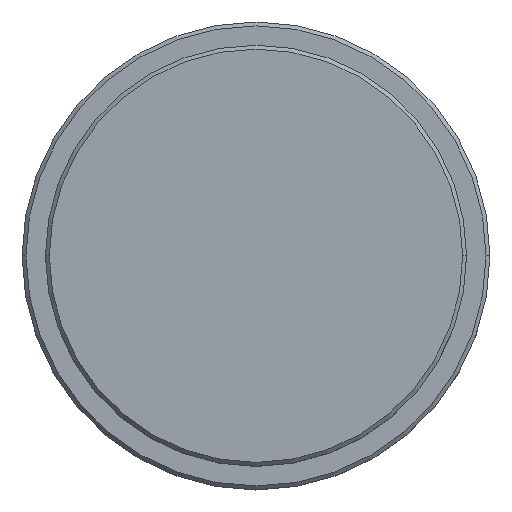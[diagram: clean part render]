
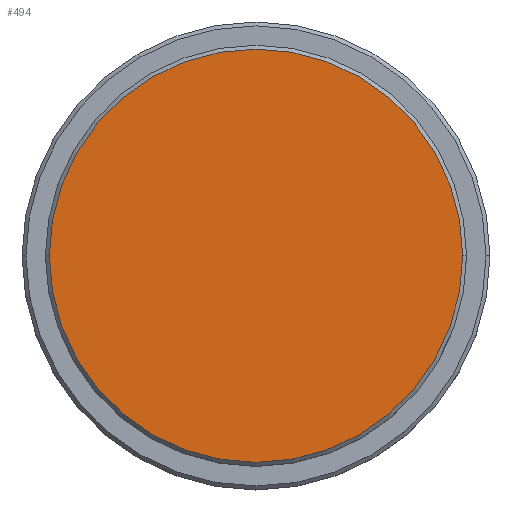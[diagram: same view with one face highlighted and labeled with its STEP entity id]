
A CAD part, top view. The second image highlights one B-rep face of the part: STEP entity #494.
In plain terms, the highlighted planar face has unit normal (0, 0, 1).
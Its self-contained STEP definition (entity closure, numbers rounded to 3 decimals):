
#6 = CARTESIAN_POINT ( 'NONE',  ( 26.5, 0., 0. ) ) ;
#53 = VERTEX_POINT ( 'NONE', #6 ) ;
#132 = DIRECTION ( 'NONE',  ( 0., 0., 1. ) ) ;
#161 = VERTEX_POINT ( 'NONE', #417 ) ;
#254 = DIRECTION ( 'NONE',  ( 1., 0., 0. ) ) ;
#277 = CARTESIAN_POINT ( 'NONE',  ( 0., 0., 0. ) ) ;
#342 = ORIENTED_EDGE ( 'NONE', *, *, #408, .T. ) ;
#388 = DIRECTION ( 'NONE',  ( 1., 0., 0. ) ) ;
#408 = EDGE_CURVE ( 'NONE', #53, #161, #1132, .T. ) ;
#417 = CARTESIAN_POINT ( 'NONE',  ( -26.5, 0., 0. ) ) ;
#493 = PLANE ( 'NONE',  #709 ) ;
#494 = ADVANCED_FACE ( 'NONE', ( #591 ), #493, .T. ) ;
#509 = DIRECTION ( 'NONE',  ( 0., 0., 1. ) ) ;
#591 = FACE_OUTER_BOUND ( 'NONE', #1198, .T. ) ;
#709 = AXIS2_PLACEMENT_3D ( 'NONE', #912, #1340, #388 ) ;
#729 = CIRCLE ( 'NONE', #1088, 26.5 ) ;
#790 = CARTESIAN_POINT ( 'NONE',  ( 0., 0., 0. ) ) ;
#871 = AXIS2_PLACEMENT_3D ( 'NONE', #277, #509, #254 ) ;
#912 = CARTESIAN_POINT ( 'NONE',  ( 0., 0., 0. ) ) ;
#1088 = AXIS2_PLACEMENT_3D ( 'NONE', #790, #132, #1182 ) ;
#1132 = CIRCLE ( 'NONE', #871, 26.5 ) ;
#1182 = DIRECTION ( 'NONE',  ( 1., 0., 0. ) ) ;
#1198 = EDGE_LOOP ( 'NONE', ( #1279, #342 ) ) ;
#1279 = ORIENTED_EDGE ( 'NONE', *, *, #1367, .T. ) ;
#1340 = DIRECTION ( 'NONE',  ( 0., 0., 1. ) ) ;
#1367 = EDGE_CURVE ( 'NONE', #161, #53, #729, .T. ) ;
